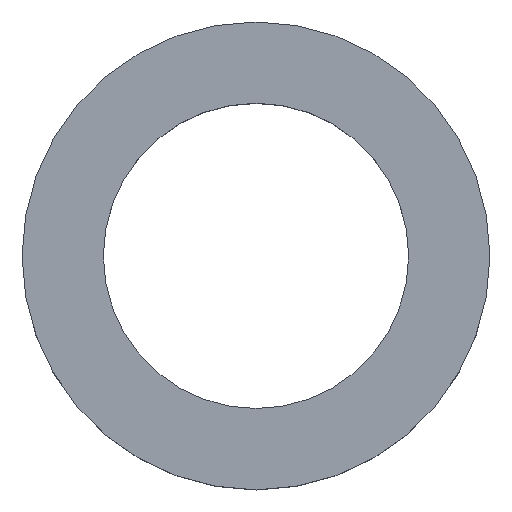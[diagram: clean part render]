
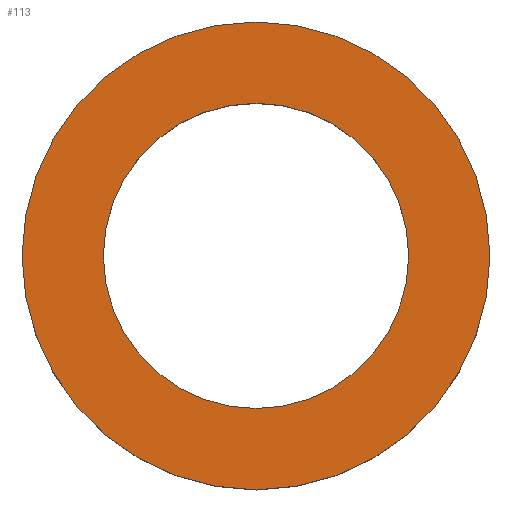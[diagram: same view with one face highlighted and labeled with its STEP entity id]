
A CAD part, top view. The second image highlights one B-rep face of the part: STEP entity #113.
In plain terms, the highlighted planar face has unit normal (0, 0, 1).
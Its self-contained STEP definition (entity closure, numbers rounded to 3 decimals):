
#18=FACE_BOUND('',#41,.T.);
#22=PLANE('',#143);
#29=FACE_OUTER_BOUND('',#40,.T.);
#40=EDGE_LOOP('',(#97));
#41=EDGE_LOOP('',(#98));
#51=CIRCLE('',#130,13.05);
#58=CIRCLE('',#142,20.);
#59=VERTEX_POINT('',#185);
#66=VERTEX_POINT('',#206);
#67=EDGE_CURVE('',#59,#59,#51,.T.);
#76=EDGE_CURVE('',#66,#66,#58,.T.);
#97=ORIENTED_EDGE('',*,*,#76,.T.);
#98=ORIENTED_EDGE('',*,*,#67,.T.);
#113=ADVANCED_FACE('',(#29,#18),#22,.T.);
#130=AXIS2_PLACEMENT_3D('',#186,#149,#150);
#142=AXIS2_PLACEMENT_3D('',#207,#175,#176);
#143=AXIS2_PLACEMENT_3D('',#209,#178,#179);
#149=DIRECTION('center_axis',(0.,0.,-1.));
#150=DIRECTION('ref_axis',(-1.,0.,0.));
#175=DIRECTION('center_axis',(0.,0.,1.));
#176=DIRECTION('ref_axis',(-1.,0.,0.));
#178=DIRECTION('center_axis',(0.,0.,1.));
#179=DIRECTION('ref_axis',(-1.,0.,0.));
#185=CARTESIAN_POINT('',(13.05,0.,7.));
#186=CARTESIAN_POINT('Origin',(0.,0.,7.));
#206=CARTESIAN_POINT('',(20.,0.,7.));
#207=CARTESIAN_POINT('Origin',(0.,0.,7.));
#209=CARTESIAN_POINT('Origin',(0.,0.,7.));
